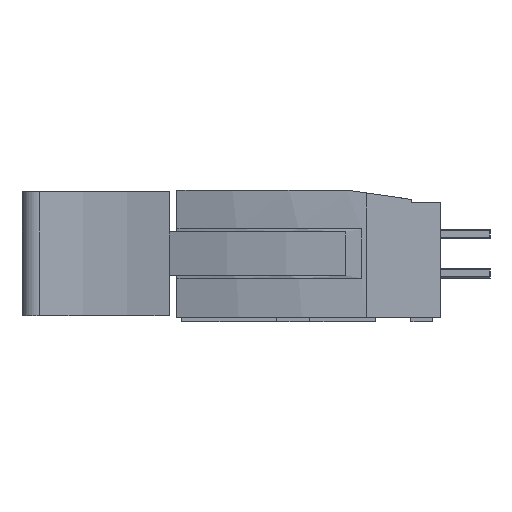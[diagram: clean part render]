
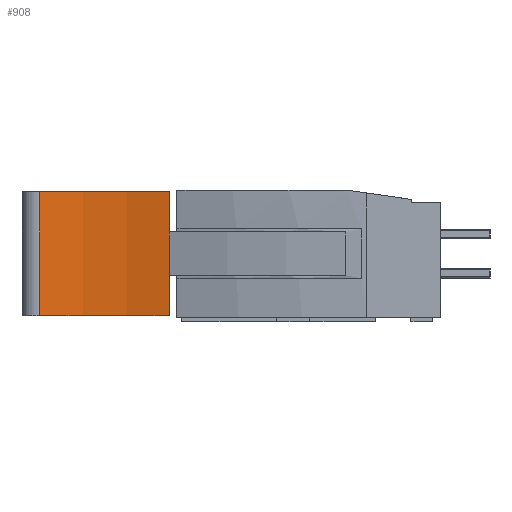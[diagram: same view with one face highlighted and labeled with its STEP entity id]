
A CAD part, left-side view. The second image highlights one B-rep face of the part: STEP entity #908.
In plain terms, the highlighted cylindrical face has radius 20 mm (diameter 40 mm), a partial arc.
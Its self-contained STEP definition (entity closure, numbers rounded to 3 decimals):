
#668 = CARTESIAN_POINT ( 'NONE',  ( -32.401, 17.5, -4. ) ) ;
#908 = ADVANCED_FACE ( 'NONE', ( #13684 ), #13725, .F. ) ;
#1106 = CARTESIAN_POINT ( 'NONE',  ( -31.835, 25.857, -4. ) ) ;
#2423 = ORIENTED_EDGE ( 'NONE', *, *, #3022, .F. ) ;
#3022 = EDGE_CURVE ( 'NONE', #6979, #26739, #21672, .T. ) ;
#3896 = ORIENTED_EDGE ( 'NONE', *, *, #6708, .T. ) ;
#21672 = LINE ( 'NONE', #21673, #21674 ) ;
#21673 = CARTESIAN_POINT ( 'NONE',  ( -32.401, 17.5, 4. ) ) ;
#21674 = VECTOR ( 'NONE', #21675, 1000. ) ;
#21675 = DIRECTION ( 'NONE',  ( 0., 0., -1. ) ) ;
#5568 = EDGE_CURVE ( 'NONE', #9562, #10074, #25894, .T. ) ;
#22423 = EDGE_LOOP ( 'NONE', ( #22895, #23414, #23766, #2423, #3896, #8764 ) ) ;
#6115 = EDGE_CURVE ( 'NONE', #26739, #6372, #26562, .T. ) ;
#6372 = VERTEX_POINT ( 'NONE', #26743 ) ;
#22895 = ORIENTED_EDGE ( 'NONE', *, *, #5568, .F. ) ;
#23058 = EDGE_CURVE ( 'NONE', #23339, #10074, #8169, .T. ) ;
#6708 = EDGE_CURVE ( 'NONE', #6979, #23339, #27099, .T. ) ;
#23339 = VERTEX_POINT ( 'NONE', #8352 ) ;
#6979 = VERTEX_POINT ( 'NONE', #27368 ) ;
#23414 = ORIENTED_EDGE ( 'NONE', *, *, #26587, .F. ) ;
#23766 = ORIENTED_EDGE ( 'NONE', *, *, #6115, .F. ) ;
#8169 = LINE ( 'NONE', #8170, #8171 ) ;
#8170 = CARTESIAN_POINT ( 'NONE',  ( -31.835, 25.857, 4. ) ) ;
#8171 = VECTOR ( 'NONE', #8172, 1000. ) ;
#8172 = DIRECTION ( 'NONE',  ( 0., 0., -1. ) ) ;
#8352 = CARTESIAN_POINT ( 'NONE',  ( -31.835, 25.857, 4. ) ) ;
#8764 = ORIENTED_EDGE ( 'NONE', *, *, #23058, .T. ) ;
#25894 = CIRCLE ( 'NONE', #25895, 20. ) ;
#25895 = AXIS2_PLACEMENT_3D ( 'NONE', #25896, #25897, #25898 ) ;
#25896 = CARTESIAN_POINT ( 'NONE',  ( -51.63, 23., -4. ) ) ;
#25897 = DIRECTION ( 'NONE',  ( 0., 0., 1. ) ) ;
#25898 = DIRECTION ( 'NONE',  ( 0., -1., 0. ) ) ;
#9562 = VERTEX_POINT ( 'NONE', #668 ) ;
#10074 = VERTEX_POINT ( 'NONE', #1106 ) ;
#26562 = LINE ( 'NONE', #26563, #26564 ) ;
#26563 = CARTESIAN_POINT ( 'NONE',  ( -32.401, 17.5, 1.4 ) ) ;
#26564 = VECTOR ( 'NONE', #26565, 1000. ) ;
#26565 = DIRECTION ( 'NONE',  ( 0., 0., -1. ) ) ;
#26587 = EDGE_CURVE ( 'NONE', #6372, #9562, #13011, .T. ) ;
#26739 = VERTEX_POINT ( 'NONE', #13455 ) ;
#26743 = CARTESIAN_POINT ( 'NONE',  ( -32.401, 17.5, -1.4 ) ) ;
#27099 = CIRCLE ( 'NONE', #27100, 20. ) ;
#27100 = AXIS2_PLACEMENT_3D ( 'NONE', #27101, #27102, #27103 ) ;
#27101 = CARTESIAN_POINT ( 'NONE',  ( -51.63, 23., 4. ) ) ;
#27102 = DIRECTION ( 'NONE',  ( 0., 0., 1. ) ) ;
#27103 = DIRECTION ( 'NONE',  ( 0., -1., 0. ) ) ;
#27368 = CARTESIAN_POINT ( 'NONE',  ( -32.401, 17.5, 4. ) ) ;
#13011 = LINE ( 'NONE', #13012, #13013 ) ;
#13012 = CARTESIAN_POINT ( 'NONE',  ( -32.401, 17.5, 4. ) ) ;
#13013 = VECTOR ( 'NONE', #13014, 1000. ) ;
#13014 = DIRECTION ( 'NONE',  ( 0., 0., -1. ) ) ;
#13455 = CARTESIAN_POINT ( 'NONE',  ( -32.401, 17.5, 1.4 ) ) ;
#13684 = FACE_OUTER_BOUND ( 'NONE', #22423, .T. ) ;
#13725 = CYLINDRICAL_SURFACE ( 'NONE', #13726, 20. ) ;
#13726 = AXIS2_PLACEMENT_3D ( 'NONE', #13749, #13750, #13751 ) ;
#13749 = CARTESIAN_POINT ( 'NONE',  ( -51.63, 23., 4. ) ) ;
#13750 = DIRECTION ( 'NONE',  ( 0., 0., -1. ) ) ;
#13751 = DIRECTION ( 'NONE',  ( 0., 1., 0. ) ) ;
